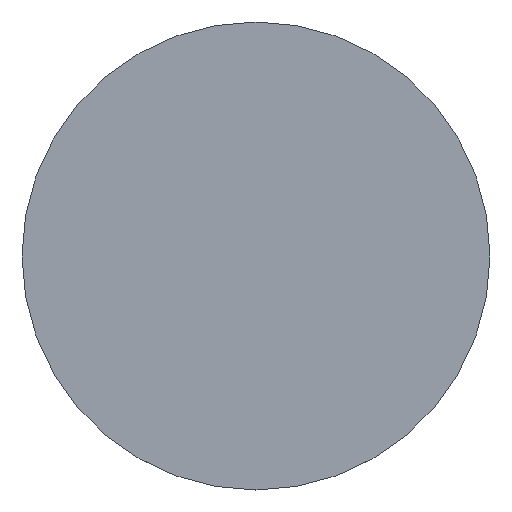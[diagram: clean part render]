
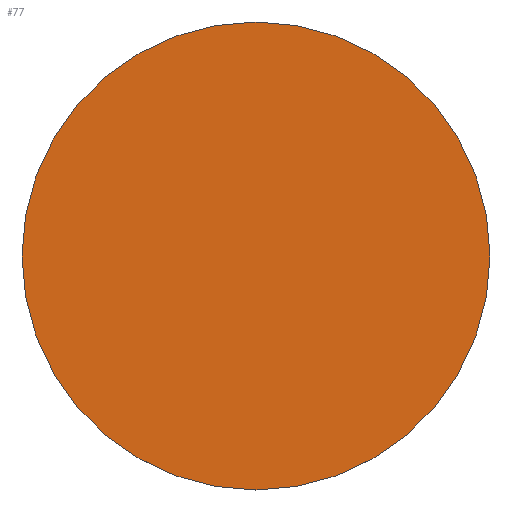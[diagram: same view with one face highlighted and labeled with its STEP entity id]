
A CAD part, top view. The second image highlights one B-rep face of the part: STEP entity #77.
In plain terms, the highlighted planar face has unit normal (0, 0, 1).
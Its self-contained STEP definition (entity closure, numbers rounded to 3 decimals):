
#17 = CARTESIAN_POINT ( 'NONE',  ( 10., 0., 0.2 ) ) ;
#32 = CARTESIAN_POINT ( 'NONE',  ( 0., 0., 0.2 ) ) ;
#42 = DIRECTION ( 'NONE',  ( 0., 0., 1. ) ) ;
#47 = AXIS2_PLACEMENT_3D ( 'NONE', #32, #129, #115 ) ;
#49 = AXIS2_PLACEMENT_3D ( 'NONE', #57, #42, #165 ) ;
#57 = CARTESIAN_POINT ( 'NONE',  ( 0., 0., 0.2 ) ) ;
#58 = CARTESIAN_POINT ( 'NONE',  ( 0., 0., 0.2 ) ) ;
#60 = ORIENTED_EDGE ( 'NONE', *, *, #123, .T. ) ;
#77 = ADVANCED_FACE ( 'NONE', ( #119 ), #130, .T. ) ;
#80 = EDGE_LOOP ( 'NONE', ( #60, #162 ) ) ;
#81 = DIRECTION ( 'NONE',  ( 1., 0., 0. ) ) ;
#93 = CIRCLE ( 'NONE', #49, 10. ) ;
#97 = VERTEX_POINT ( 'NONE', #117 ) ;
#98 = AXIS2_PLACEMENT_3D ( 'NONE', #58, #102, #81 ) ;
#102 = DIRECTION ( 'NONE',  ( 0., 0., 1. ) ) ;
#109 = EDGE_CURVE ( 'NONE', #127, #97, #112, .T. ) ;
#112 = CIRCLE ( 'NONE', #47, 10. ) ;
#115 = DIRECTION ( 'NONE',  ( 1., 0., 0. ) ) ;
#117 = CARTESIAN_POINT ( 'NONE',  ( -10., 0., 0.2 ) ) ;
#119 = FACE_OUTER_BOUND ( 'NONE', #80, .T. ) ;
#123 = EDGE_CURVE ( 'NONE', #97, #127, #93, .T. ) ;
#127 = VERTEX_POINT ( 'NONE', #17 ) ;
#129 = DIRECTION ( 'NONE',  ( 0., 0., 1. ) ) ;
#130 = PLANE ( 'NONE',  #98 ) ;
#162 = ORIENTED_EDGE ( 'NONE', *, *, #109, .T. ) ;
#165 = DIRECTION ( 'NONE',  ( 1., 0., 0. ) ) ;
